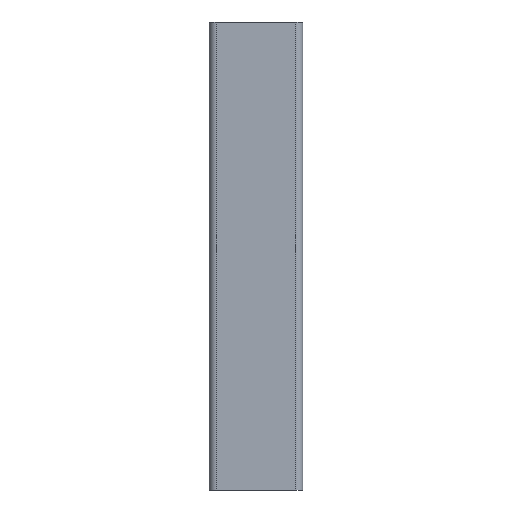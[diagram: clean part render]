
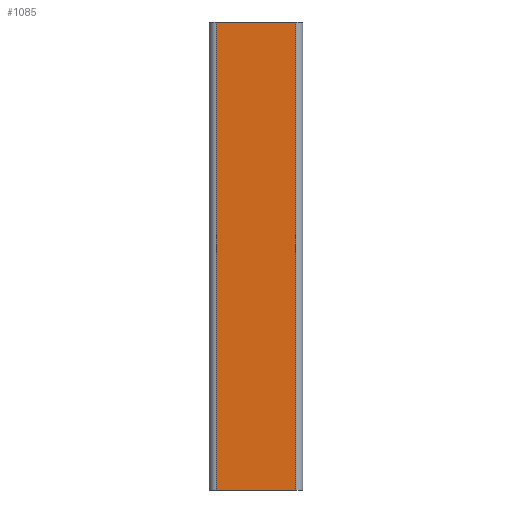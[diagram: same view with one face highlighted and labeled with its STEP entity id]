
A CAD part, front view. The second image highlights one B-rep face of the part: STEP entity #1085.
In plain terms, the highlighted planar face has unit normal (0, -1, 0).
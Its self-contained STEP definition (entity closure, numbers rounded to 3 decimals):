
#154=FACE_OUTER_BOUND('',#212,.T.);
#212=EDGE_LOOP('',(#947,#948,#949,#950));
#307=LINE('',#1806,#411);
#310=LINE('',#1816,#414);
#318=LINE('',#1838,#422);
#319=LINE('',#1840,#423);
#411=VECTOR('',#1479,17.);
#414=VECTOR('',#1490,100.);
#422=VECTOR('',#1516,100.);
#423=VECTOR('',#1519,17.);
#520=VERTEX_POINT('',#1803);
#521=VERTEX_POINT('',#1805);
#524=VERTEX_POINT('',#1814);
#529=VERTEX_POINT('',#1836);
#669=EDGE_CURVE('',#520,#521,#307,.T.);
#675=EDGE_CURVE('',#521,#524,#310,.T.);
#686=EDGE_CURVE('',#520,#529,#318,.T.);
#687=EDGE_CURVE('',#529,#524,#319,.T.);
#947=ORIENTED_EDGE('',*,*,#687,.T.);
#948=ORIENTED_EDGE('',*,*,#675,.F.);
#949=ORIENTED_EDGE('',*,*,#669,.F.);
#950=ORIENTED_EDGE('',*,*,#686,.T.);
#1030=PLANE('',#1196);
#1085=ADVANCED_FACE('',(#154),#1030,.T.);
#1196=AXIS2_PLACEMENT_3D('',#1839,#1517,#1518);
#1479=DIRECTION('',(-1.,0.,0.));
#1490=DIRECTION('',(0.,0.,1.));
#1516=DIRECTION('',(0.,0.,1.));
#1517=DIRECTION('center_axis',(0.,-1.,0.));
#1518=DIRECTION('ref_axis',(1.,0.,0.));
#1519=DIRECTION('',(-1.,0.,0.));
#1803=CARTESIAN_POINT('',(8.5,-10.,0.));
#1805=CARTESIAN_POINT('',(-8.5,-10.,0.));
#1806=CARTESIAN_POINT('',(-4.25,-10.,0.));
#1814=CARTESIAN_POINT('',(-8.5,-10.,100.));
#1816=CARTESIAN_POINT('',(-8.5,-10.,0.));
#1836=CARTESIAN_POINT('',(8.5,-10.,100.));
#1838=CARTESIAN_POINT('',(8.5,-10.,0.));
#1839=CARTESIAN_POINT('Origin',(-8.5,-10.,0.));
#1840=CARTESIAN_POINT('',(-4.25,-10.,100.));
